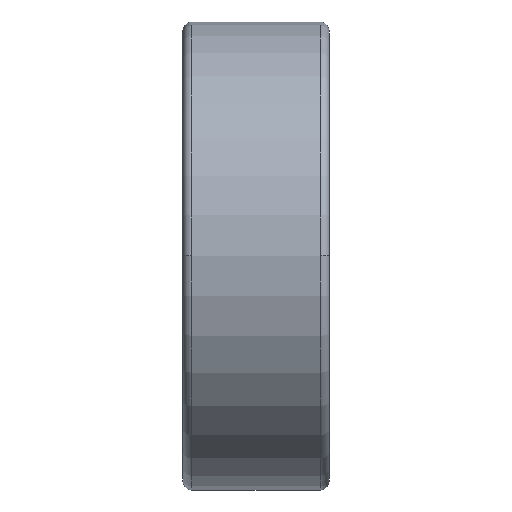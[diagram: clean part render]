
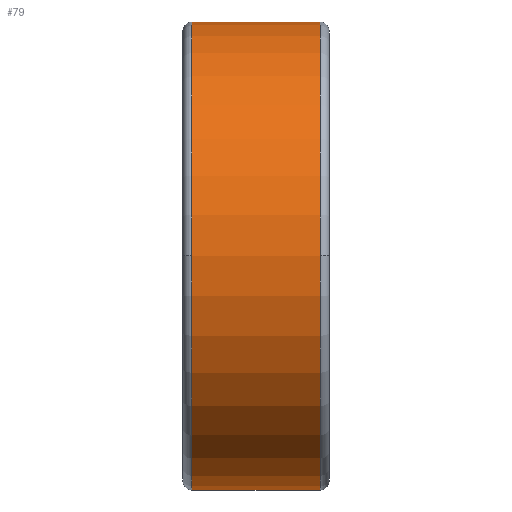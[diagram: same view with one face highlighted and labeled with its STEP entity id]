
A CAD part, top view. The second image highlights one B-rep face of the part: STEP entity #79.
In plain terms, the highlighted cylindrical face has radius 8 mm (diameter 16 mm), a partial arc.
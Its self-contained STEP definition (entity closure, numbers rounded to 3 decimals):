
#79=ADVANCED_FACE('',(#188),#189,.T.);
#188=FACE_OUTER_BOUND('',#411,.T.);
#189=CYLINDRICAL_SURFACE('',#412,8.0);
#411=EDGE_LOOP('',(#689,#690,#691,#692,#693,#694));
#412=AXIS2_PLACEMENT_3D('',#695,#696,#697);
#689=ORIENTED_EDGE('',*,*,#1402,.F.);
#690=ORIENTED_EDGE('',*,*,#1403,.T.);
#691=ORIENTED_EDGE('',*,*,#1404,.T.);
#692=ORIENTED_EDGE('',*,*,#1405,.F.);
#693=ORIENTED_EDGE('',*,*,#1406,.F.);
#694=ORIENTED_EDGE('',*,*,#1398,.F.);
#695=CARTESIAN_POINT('',(2.5,0.0,0.0));
#696=DIRECTION('',(1.0,0.0,0.0));
#697=DIRECTION('',(0.0,1.0,0.0));
#1398=EDGE_CURVE('',#1648,#1650,#1651,.T.);
#1402=EDGE_CURVE('',#1657,#1648,#1658,.T.);
#1403=EDGE_CURVE('',#1657,#1659,#1660,.T.);
#1404=EDGE_CURVE('',#1659,#1661,#1662,.T.);
#1405=EDGE_CURVE('',#1663,#1661,#1664,.T.);
#1406=EDGE_CURVE('',#1650,#1663,#1665,.T.);
#1648=VERTEX_POINT('',#2028);
#1650=VERTEX_POINT('',#2030);
#1651=CIRCLE('',#2031,8.0);
#1657=VERTEX_POINT('',#2037);
#1658=LINE('',#2038,#2039);
#1659=VERTEX_POINT('',#2040);
#1660=CIRCLE('',#2041,8.0);
#1661=VERTEX_POINT('',#2042);
#1662=CIRCLE('',#2043,8.0);
#1663=VERTEX_POINT('',#2044);
#1664=LINE('',#2045,#2046);
#1665=CIRCLE('',#2047,8.0);
#2028=CARTESIAN_POINT('',(4.7,8.0,0.0));
#2030=CARTESIAN_POINT('',(4.7,0.,8.0));
#2031=AXIS2_PLACEMENT_3D('',#3020,#3021,#3022);
#2037=CARTESIAN_POINT('',(0.3,8.0,0.0));
#2038=CARTESIAN_POINT('',(2.5,8.0,0.));
#2039=VECTOR('',#3032,1.0);
#2040=CARTESIAN_POINT('',(0.3,0.,8.0));
#2041=AXIS2_PLACEMENT_3D('',#3033,#3034,#3035);
#2042=CARTESIAN_POINT('',(0.3,-8.0,0.));
#2043=AXIS2_PLACEMENT_3D('',#3036,#3037,#3038);
#2044=CARTESIAN_POINT('',(4.7,-8.0,0.));
#2045=CARTESIAN_POINT('',(2.5,-8.0,0.));
#2046=VECTOR('',#3039,1.0);
#2047=AXIS2_PLACEMENT_3D('',#3040,#3041,#3042);
#3020=CARTESIAN_POINT('',(4.7,0.0,0.0));
#3021=DIRECTION('',(1.0,0.0,0.0));
#3022=DIRECTION('',(0.0,1.0,0.0));
#3032=DIRECTION('',(1.0,0.0,0.0));
#3033=CARTESIAN_POINT('',(0.3,0.0,0.0));
#3034=DIRECTION('',(1.0,0.0,0.0));
#3035=DIRECTION('',(0.0,1.0,0.0));
#3036=CARTESIAN_POINT('',(0.3,0.0,0.0));
#3037=DIRECTION('',(1.0,0.0,0.0));
#3038=DIRECTION('',(0.0,1.0,0.0));
#3039=DIRECTION('',(-1.0,-0.0,-0.0));
#3040=CARTESIAN_POINT('',(4.7,0.0,0.0));
#3041=DIRECTION('',(1.0,0.0,0.0));
#3042=DIRECTION('',(0.0,1.0,0.0));
